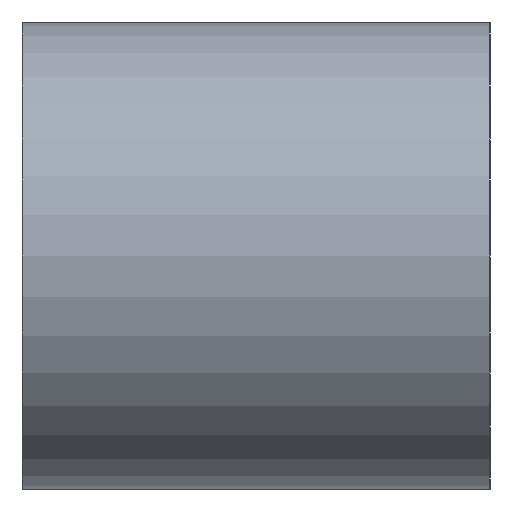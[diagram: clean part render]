
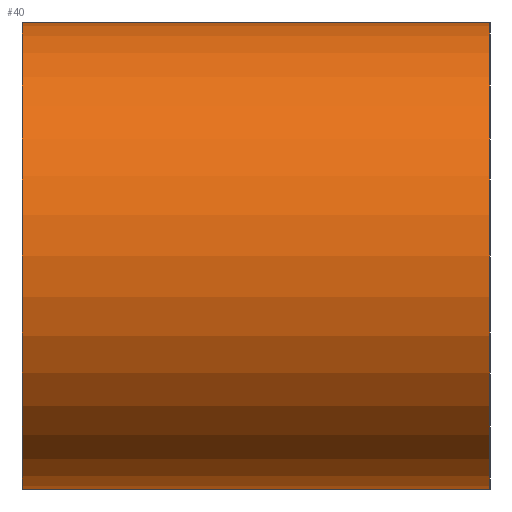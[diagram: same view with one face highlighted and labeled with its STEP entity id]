
A CAD part, left-side view. The second image highlights one B-rep face of the part: STEP entity #40.
In plain terms, the highlighted cylindrical face has radius 1.5 mm (diameter 3 mm), a partial arc.
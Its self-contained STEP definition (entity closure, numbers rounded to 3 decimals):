
#40 = ADVANCED_FACE( '', ( #74 ), #75, .T. );
#74 = FACE_OUTER_BOUND( '', #99, .T. );
#75 = CYLINDRICAL_SURFACE( '', #100, 1.5 );
#99 = EDGE_LOOP( '', ( #143, #144, #145, #146 ) );
#100 = AXIS2_PLACEMENT_3D( '', #147, #148, #149 );
#143 = ORIENTED_EDGE( '', *, *, #151, .T. );
#144 = ORIENTED_EDGE( '', *, *, #162, .F. );
#145 = ORIENTED_EDGE( '', *, *, #156, .F. );
#146 = ORIENTED_EDGE( '', *, *, #166, .T. );
#147 = CARTESIAN_POINT( '', ( -8.5, 1.5, 0. ) );
#148 = DIRECTION( '', ( 0., 1., 0. ) );
#149 = DIRECTION( '', ( 0., 0., -1. ) );
#151 = EDGE_CURVE( '', #169, #170, #171, .T. );
#156 = EDGE_CURVE( '', #178, #179, #180, .T. );
#162 = EDGE_CURVE( '', #179, #170, #188, .T. );
#166 = EDGE_CURVE( '', #178, #169, #192, .T. );
#169 = VERTEX_POINT( '', #195 );
#170 = VERTEX_POINT( '', #196 );
#171 = CIRCLE( '', #197, 1.5 );
#178 = VERTEX_POINT( '', #206 );
#179 = VERTEX_POINT( '', #207 );
#180 = CIRCLE( '', #208, 1.5 );
#188 = LINE( '', #219, #220 );
#192 = LINE( '', #225, #226 );
#195 = CARTESIAN_POINT( '', ( -8.5, -1.5, -1.5 ) );
#196 = CARTESIAN_POINT( '', ( -8.5, -1.5, 1.5 ) );
#197 = AXIS2_PLACEMENT_3D( '', #228, #229, #230 );
#206 = CARTESIAN_POINT( '', ( -8.5, 1.5, -1.5 ) );
#207 = CARTESIAN_POINT( '', ( -8.5, 1.5, 1.5 ) );
#208 = AXIS2_PLACEMENT_3D( '', #236, #237, #238 );
#219 = CARTESIAN_POINT( '', ( -8.5, 1.5, 1.5 ) );
#220 = VECTOR( '', #245, 1000. );
#225 = CARTESIAN_POINT( '', ( -8.5, 1.5, -1.5 ) );
#226 = VECTOR( '', #247, 1000. );
#228 = CARTESIAN_POINT( '', ( -8.5, -1.5, 0. ) );
#229 = DIRECTION( '', ( 0., 1., 0. ) );
#230 = DIRECTION( '', ( 1., 0., 0. ) );
#236 = CARTESIAN_POINT( '', ( -8.5, 1.5, 0. ) );
#237 = DIRECTION( '', ( 0., 1., 0. ) );
#238 = DIRECTION( '', ( 1., 0., 0. ) );
#245 = DIRECTION( '', ( 0., -1., 0. ) );
#247 = DIRECTION( '', ( 0., -1., 0. ) );
